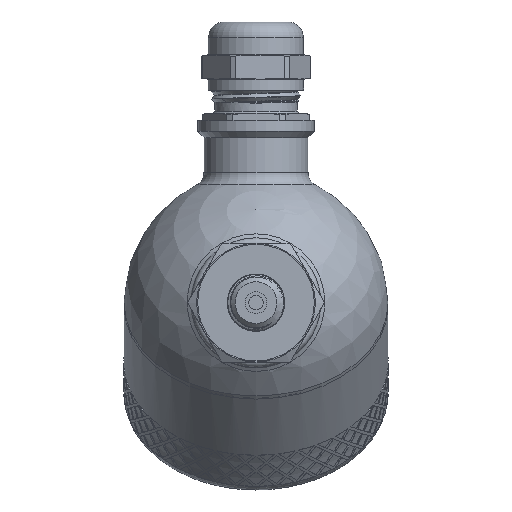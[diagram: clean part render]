
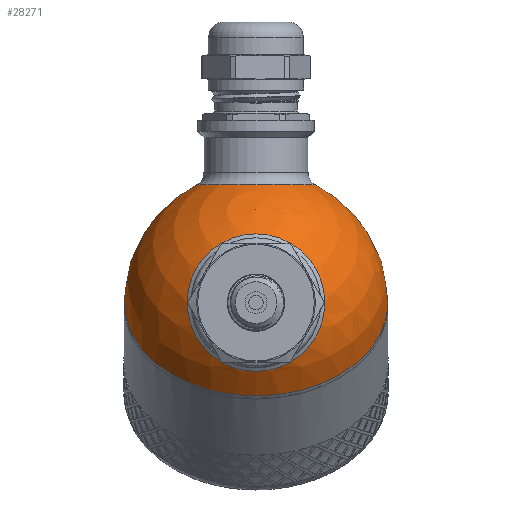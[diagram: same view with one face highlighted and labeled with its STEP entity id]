
A CAD part, left-side view. The second image highlights one B-rep face of the part: STEP entity #28271.
In plain terms, the highlighted spherical face has radius 30 mm.
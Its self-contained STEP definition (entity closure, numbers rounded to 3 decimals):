
#145=SPHERICAL_SURFACE('',#30049,30.);
#242=FACE_BOUND('',#4123,.T.);
#243=FACE_BOUND('',#4124,.T.);
#2308=FACE_OUTER_BOUND('',#4122,.T.);
#4122=EDGE_LOOP('',(#20278,#20279,#20280,#20281));
#4123=EDGE_LOOP('',(#20282));
#4124=EDGE_LOOP('',(#20283));
#5852=CIRCLE('',#29972,30.);
#5853=CIRCLE('',#29973,30.);
#5880=CIRCLE('',#30045,13.5);
#5883=CIRCLE('',#30050,30.);
#5884=CIRCLE('',#30051,15.643);
#11143=VERTEX_POINT('',#38697);
#11144=VERTEX_POINT('',#38699);
#11619=VERTEX_POINT('',#44761);
#11621=VERTEX_POINT('',#44768);
#11622=VERTEX_POINT('',#44770);
#14177=EDGE_CURVE('',#11143,#11144,#5852,.T.);
#14178=EDGE_CURVE('',#11144,#11143,#5853,.T.);
#14893=EDGE_CURVE('',#11619,#11619,#5880,.T.);
#14896=EDGE_CURVE('',#11144,#11621,#5883,.T.);
#14897=EDGE_CURVE('',#11622,#11622,#5884,.T.);
#20278=ORIENTED_EDGE('',*,*,#14178,.F.);
#20279=ORIENTED_EDGE('',*,*,#14896,.T.);
#20280=ORIENTED_EDGE('',*,*,#14896,.F.);
#20281=ORIENTED_EDGE('',*,*,#14177,.F.);
#20282=ORIENTED_EDGE('',*,*,#14897,.F.);
#20283=ORIENTED_EDGE('',*,*,#14893,.F.);
#28271=ADVANCED_FACE('',(#2308,#242,#243),#145,.T.);
#29972=AXIS2_PLACEMENT_3D('',#38700,#31535,#31536);
#29973=AXIS2_PLACEMENT_3D('',#38701,#31537,#31538);
#30045=AXIS2_PLACEMENT_3D('',#44762,#31933,#31934);
#30049=AXIS2_PLACEMENT_3D('',#44767,#31941,#31942);
#30050=AXIS2_PLACEMENT_3D('',#44769,#31943,#31944);
#30051=AXIS2_PLACEMENT_3D('',#44771,#31945,#31946);
#31535=DIRECTION('center_axis',(1.,0.,0.));
#31536=DIRECTION('ref_axis',(0.,1.,0.));
#31537=DIRECTION('center_axis',(1.,0.,0.));
#31538=DIRECTION('ref_axis',(0.,1.,0.));
#31933=DIRECTION('center_axis',(-0.707,0.,-0.707));
#31934=DIRECTION('ref_axis',(-0.707,0.,0.707));
#31941=DIRECTION('center_axis',(1.,0.,0.));
#31942=DIRECTION('ref_axis',(0.,-1.,0.));
#31943=DIRECTION('center_axis',(0.,0.,1.));
#31944=DIRECTION('ref_axis',(0.,1.,0.));
#31945=DIRECTION('center_axis',(-0.707,0.,0.707));
#31946=DIRECTION('ref_axis',(0.707,0.,0.707));
#38697=CARTESIAN_POINT('',(0.,-30.,0.));
#38699=CARTESIAN_POINT('',(0.,30.,0.));
#38700=CARTESIAN_POINT('Origin',(0.,0.,0.));
#38701=CARTESIAN_POINT('Origin',(0.,0.,0.));
#44761=CARTESIAN_POINT('',(-9.398,0.,-28.49));
#44762=CARTESIAN_POINT('Origin',(-18.944,0.,-18.944));
#44767=CARTESIAN_POINT('Origin',(0.,0.,0.));
#44768=CARTESIAN_POINT('',(-30.,0.,0.));
#44769=CARTESIAN_POINT('Origin',(0.,0.,0.));
#44770=CARTESIAN_POINT('',(-29.162,0.,7.04));
#44771=CARTESIAN_POINT('Origin',(-18.101,0.,18.101));
